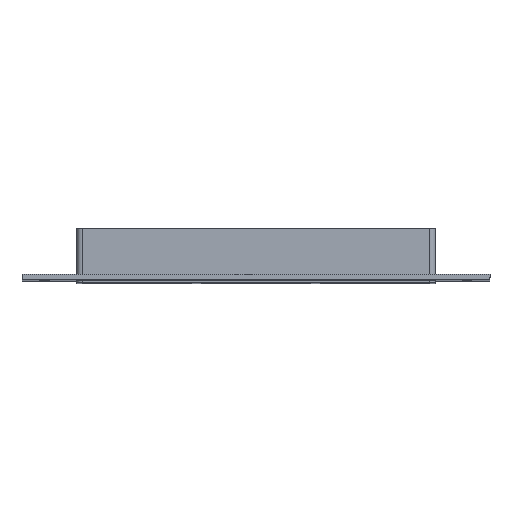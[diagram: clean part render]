
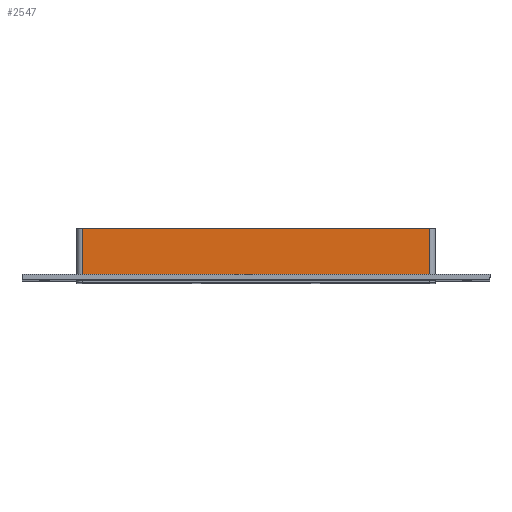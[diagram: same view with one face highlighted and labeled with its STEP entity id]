
A CAD part, top view. The second image highlights one B-rep face of the part: STEP entity #2547.
In plain terms, the highlighted planar face has unit normal (0, 0, 1).
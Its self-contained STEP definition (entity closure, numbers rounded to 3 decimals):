
#1045=CARTESIAN_POINT('',(-190.75,57.0,345.));
#1046=VERTEX_POINT('',#1045);
#1054=CARTESIAN_POINT('',(190.75,57.0,345.));
#1055=VERTEX_POINT('',#1054);
#1056=CARTESIAN_POINT('',(-190.75,57.0,345.));
#1057=DIRECTION('',(1.0,0.0,0.0));
#1058=VECTOR('',#1057,381.5);
#1059=LINE('',#1056,#1058);
#1060=EDGE_CURVE('',#1046,#1055,#1059,.T.);
#2003=CARTESIAN_POINT('',(190.75,6.,345.));
#2004=VERTEX_POINT('',#2003);
#2012=CARTESIAN_POINT('',(-190.75,6.,345.));
#2013=VERTEX_POINT('',#2012);
#2014=CARTESIAN_POINT('',(-190.75,6.,345.));
#2015=DIRECTION('',(1.0,0.0,0.0));
#2016=VECTOR('',#2015,381.5);
#2017=LINE('',#2014,#2016);
#2018=EDGE_CURVE('',#2013,#2004,#2017,.T.);
#2311=CARTESIAN_POINT('',(190.75,57.0,345.));
#2312=DIRECTION('',(0.0,-1.0,0.0));
#2313=VECTOR('',#2312,51.0);
#2314=LINE('',#2311,#2313);
#2315=EDGE_CURVE('',#1055,#2004,#2314,.T.);
#2525=CARTESIAN_POINT('',(-190.75,6.,345.));
#2526=DIRECTION('',(0.0,1.0,0.0));
#2527=VECTOR('',#2526,51.0);
#2528=LINE('',#2525,#2527);
#2529=EDGE_CURVE('',#2013,#1046,#2528,.T.);
#2536=CARTESIAN_POINT('',(-196.75,0.0,345.));
#2537=DIRECTION('',(0.0,0.0,1.0));
#2538=DIRECTION('',(1.0,0.0,0.0));
#2539=AXIS2_PLACEMENT_3D('',#2536,#2537,#2538);
#2540=PLANE('',#2539);
#2541=ORIENTED_EDGE('',*,*,#2018,.T.);
#2542=ORIENTED_EDGE('',*,*,#2315,.F.);
#2543=ORIENTED_EDGE('',*,*,#1060,.F.);
#2544=ORIENTED_EDGE('',*,*,#2529,.F.);
#2545=EDGE_LOOP('',(#2541,#2542,#2543,#2544));
#2546=FACE_OUTER_BOUND('',#2545,.T.);
#2547=ADVANCED_FACE('',(#2546),#2540,.T.);
